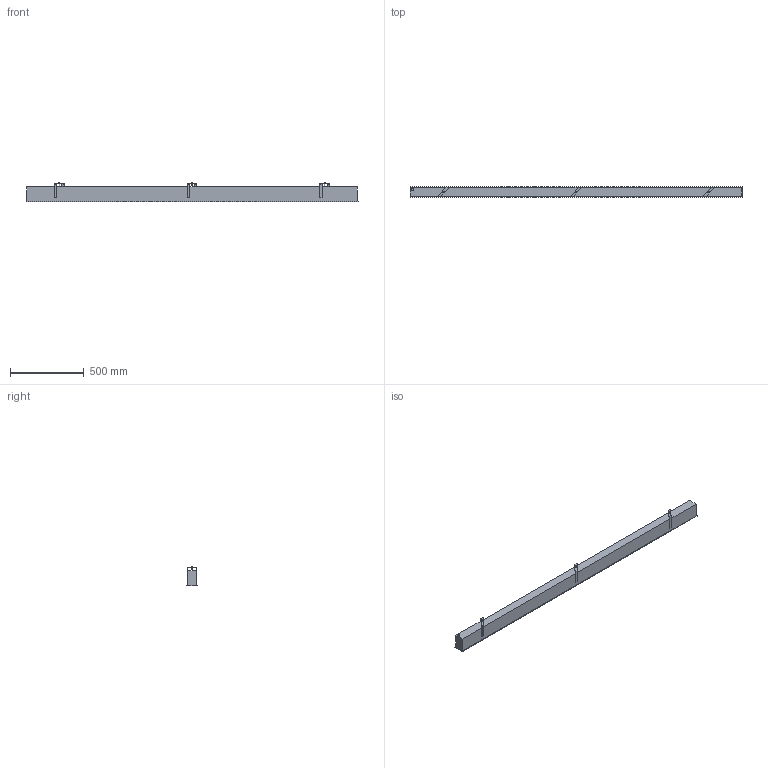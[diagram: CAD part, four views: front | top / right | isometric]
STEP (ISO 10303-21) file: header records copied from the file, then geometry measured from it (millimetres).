
FILE_DESCRIPTION(/* description */ (''),/* implementation_level */ '2;1');
FILE_NAME(/* name */ '10000134999n3p000_00.stp',/* time_stamp */ '2022-02-02T08:21:20+01:00',/* author */ (''),/* organization */ (''),/* preprocessor_version */ 'ST-DEVELOPER v15',/* originating_system */ 'SIEMENS PLM Software NX 9.0',/* authorisation */ '');
FILE_SCHEMA (('AUTOMOTIVE_DESIGN { 1 0 10303 214 3 1 1 1 }'));
Length unit declared in the file: millimetre
Products named in the file (1): 10000134999n3p000_00
Bounding box: 2256 x 69.6 x 131 mm (x, y, z)
Volume: 13535989.5 mm3; surface area: 805356.8 mm2
Topology: 6 solids, 7 shells, 157 faces, 335 edges, 206 vertices
Faces by surface type: plane 90, cylinder 43, torus 14, cone 7, sphere 3
Full cylindrical faces by diameter (mm): 4.878 x6, 7.1 x1
Entity records: 4356 total; most frequent: CARTESIAN_POINT 881, DIRECTION 736, ORIENTED_EDGE 668, EDGE_CURVE 334, AXIS2_PLACEMENT_3D 265, VERTEX_POINT 212, LINE 206, VECTOR 206
